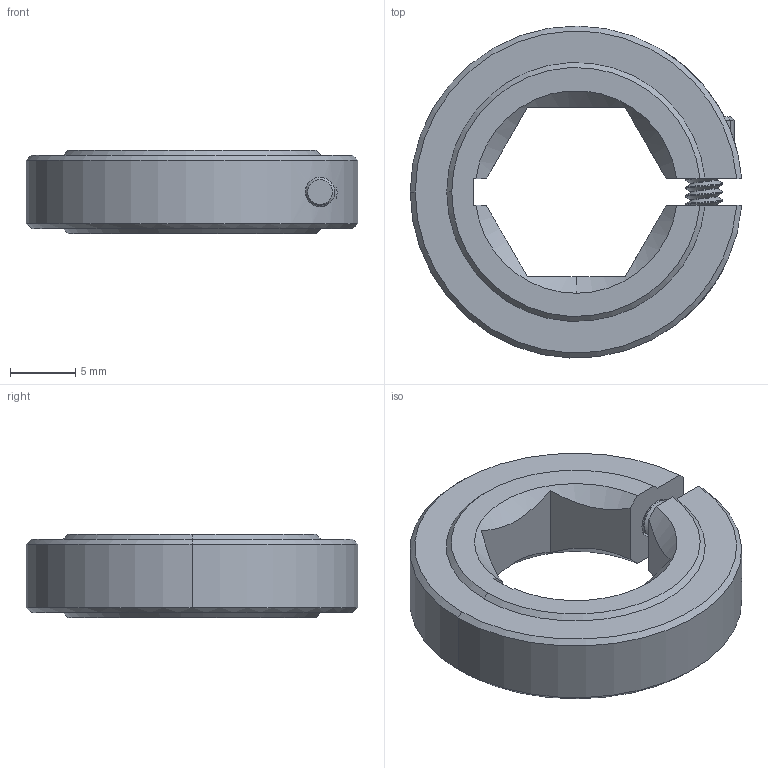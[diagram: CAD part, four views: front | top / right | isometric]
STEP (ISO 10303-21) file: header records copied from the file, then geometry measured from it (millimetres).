
FILE_DESCRIPTION (( 'STEP AP203' ), '1' );
FILE_NAME ('am-1635 500Hex Thin Collar Clamp (1 Part).STEP', '2022-06-07T13:13:11', ( '' ), ( '' ), 'SwSTEP 2.0', 'SolidWorks 2021', '' );
FILE_SCHEMA (( 'CONFIG_CONTROL_DESIGN' ));
Length unit declared in the file: inch
Products named in the file (3): 4-40 x 0.375 SHCS with threads_91251A108; 500Hex Thin Collar Clamp Body v2; am-1635 500Hex Thin Collar Clamp (1 Part)
Assembly tree (2 placements, depth 2):
  am-1635 500Hex Thin Collar Clamp (1 Part)
    500Hex Thin Collar Clamp Body v2
    4-40 x 0.375 SHCS with threads_91251A108
Bounding box: 25.36 x 25.39 x 6.35 mm (x, y, z)
Volume: 1955.3 mm3; surface area: 1728.7 mm2
Topology: 2 solids, 2 shells, 125 faces, 335 edges, 216 vertices
Faces by surface type: cylinder 72, plane 26, cone 25, bspline 2
Entity records: 5868 total; most frequent: CARTESIAN_POINT 2852, ORIENTED_EDGE 670, DIRECTION 473, EDGE_CURVE 335, VERTEX_POINT 216, AXIS2_PLACEMENT_3D 178, EDGE_LOOP 131, ADVANCED_FACE 125
